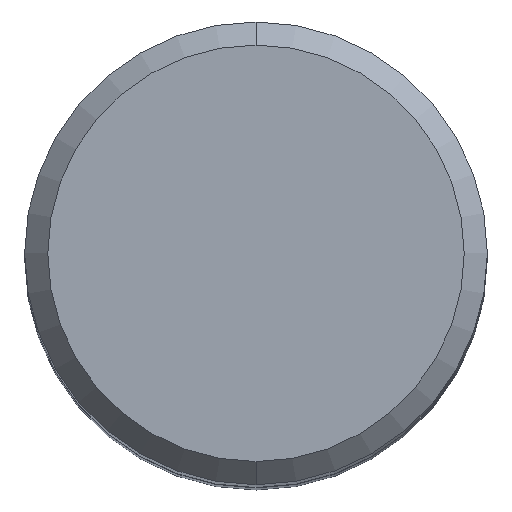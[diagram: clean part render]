
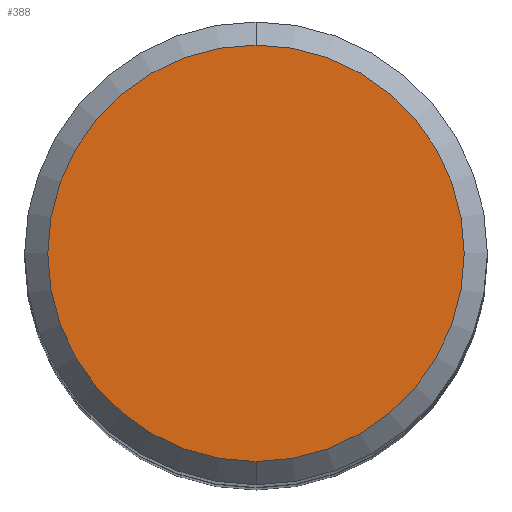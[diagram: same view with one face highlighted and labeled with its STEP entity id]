
A CAD part, top view. The second image highlights one B-rep face of the part: STEP entity #388.
In plain terms, the highlighted planar face has unit normal (0, 0, 1).
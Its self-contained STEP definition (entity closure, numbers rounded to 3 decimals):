
#214=EDGE_CURVE('',#366,#472,#572,.T.);
#354=EDGE_CURVE('',#472,#366,#729,.T.);
#366=VERTEX_POINT('',#741);
#388=ADVANCED_FACE('',(#767),#768,.T.);
#472=VERTEX_POINT('',#861);
#572=CIRCLE('',#964,7.2);
#729=CIRCLE('',#1317,7.2);
#741=CARTESIAN_POINT('',(0.,-7.2,48.0));
#767=FACE_OUTER_BOUND('',#1394,.T.);
#768=PLANE('',#1395);
#861=CARTESIAN_POINT('',(0.0,7.2,48.0));
#964=AXIS2_PLACEMENT_3D('',#1725,#1726,#1727);
#1317=AXIS2_PLACEMENT_3D('',#1918,#1919,#1920);
#1394=EDGE_LOOP('',(#1984,#1985));
#1395=AXIS2_PLACEMENT_3D('',#1986,#1987,#1988);
#1725=CARTESIAN_POINT('',(0.0,0.0,48.0));
#1726=DIRECTION('',(0.0,0.0,-1.0));
#1727=DIRECTION('',(0.0,1.0,0.0));
#1918=CARTESIAN_POINT('',(0.0,0.0,48.0));
#1919=DIRECTION('',(0.0,0.0,-1.0));
#1920=DIRECTION('',(0.0,1.0,0.0));
#1984=ORIENTED_EDGE('',*,*,#354,.F.);
#1985=ORIENTED_EDGE('',*,*,#214,.F.);
#1986=CARTESIAN_POINT('',(0.0,3.6,48.0));
#1987=DIRECTION('',(0.0,0.0,1.0));
#1988=DIRECTION('',(0.0,-1.0,0.0));
